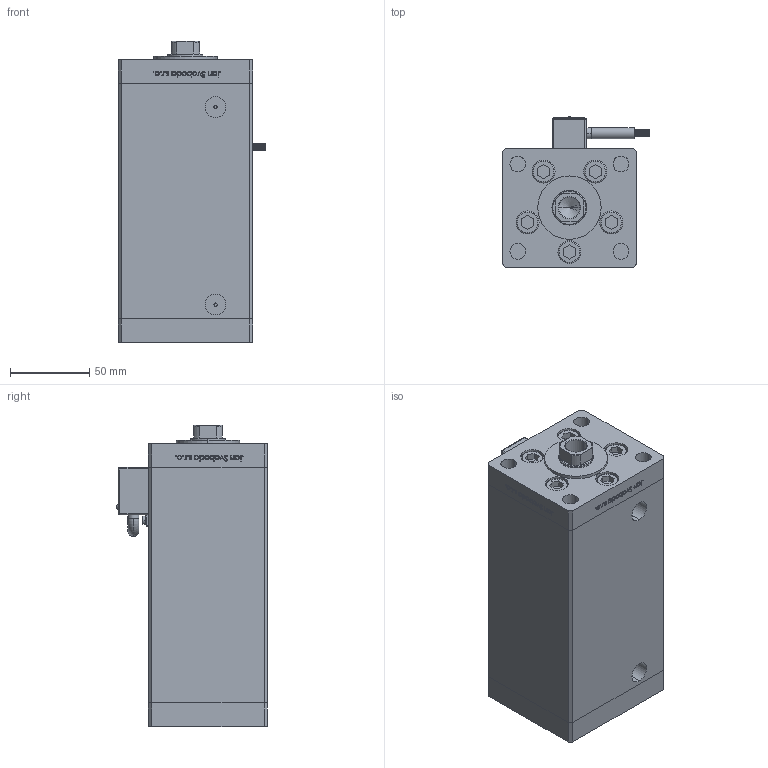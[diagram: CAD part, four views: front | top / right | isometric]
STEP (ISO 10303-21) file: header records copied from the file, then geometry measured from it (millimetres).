
FILE_DESCRIPTION (( 'STEP AP203' ), '1' );
FILE_NAME ('5c4d.STEP', '2024-01-08T22:46:41', ( '' ), ( '' ), 'SwSTEP 2.0', 'SolidWorks 2019', '' );
FILE_SCHEMA (( 'CONFIG_CONTROL_DESIGN' ));
Length unit declared in the file: millimetre
Products named in the file (7): 5c4d; V220C_FRONT_B 6a5710057e24c076da487b6de88fd622; ALLEN BOLT 6a5710057e24c076da487b6de88fd622; V220C_B MIDDLE 6a5710057e24c076da487b6de88fd622; V220C BACK_B 6a5710057e24c076da487b6de88fd622; V220C_VC_B 6a5710057e24c076da487b6de88fd622; Magnetic_Switch_MSU4 6a5710057e24c076da487b6de88fd622
Assembly tree (15 placements, depth 2):
  5c4d
    V220C_B MIDDLE 6a5710057e24c076da487b6de88fd622
    V220C BACK_B 6a5710057e24c076da487b6de88fd622
    V220C_FRONT_B 6a5710057e24c076da487b6de88fd622
    V220C_VC_B 6a5710057e24c076da487b6de88fd622
    Magnetic_Switch_MSU4 6a5710057e24c076da487b6de88fd622
    ALLEN BOLT 6a5710057e24c076da487b6de88fd622  x10
Bounding box: 93.3 x 95.1 x 190 mm (x, y, z)
Volume: 1030476.4 mm3; surface area: 166158.5 mm2
Topology: 15 solids, 16 shells, 1287 faces, 3192 edges, 2080 vertices
Faces by surface type: plane 503, bspline 484, cylinder 192, cone 48, torus 48, sphere 12
Entity records: 55207 total; most frequent: CARTESIAN_POINT 30807, ORIENTED_EDGE 5536, DIRECTION 3388, EDGE_CURVE 2768, VERTEX_POINT 1828, VECTOR 1426, LINE 1426, EDGE_LOOP 1270
